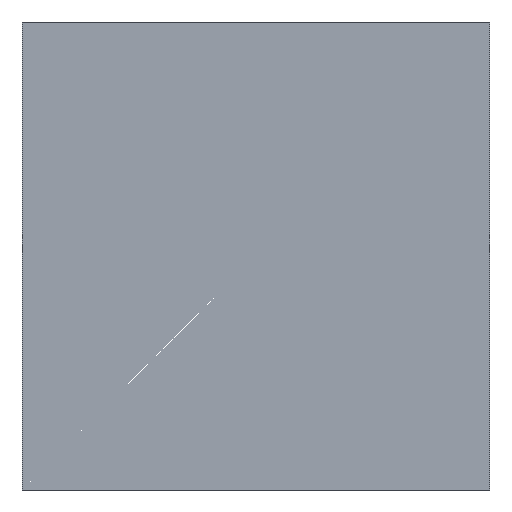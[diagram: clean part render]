
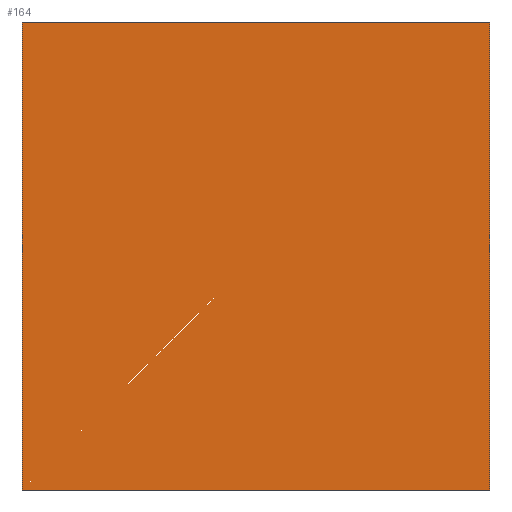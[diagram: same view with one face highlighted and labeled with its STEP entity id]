
A CAD part, front view. The second image highlights one B-rep face of the part: STEP entity #164.
In plain terms, the highlighted planar face has unit normal (0, -1, 0).
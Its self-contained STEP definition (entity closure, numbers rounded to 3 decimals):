
#9 = DIRECTION ( 'NONE',  ( 0., 0., 1. ) ) ;
#13 = EDGE_CURVE ( 'NONE', #179, #28, #193, .T. ) ;
#16 = EDGE_CURVE ( 'NONE', #47, #68, #195, .T. ) ;
#20 = CARTESIAN_POINT ( 'NONE',  ( -5., 0., -5. ) ) ;
#23 = VECTOR ( 'NONE', #160, 1000. ) ;
#26 = AXIS2_PLACEMENT_3D ( 'NONE', #44, #275, #262 ) ;
#28 = VERTEX_POINT ( 'NONE', #192 ) ;
#31 = LINE ( 'NONE', #126, #120 ) ;
#33 = EDGE_CURVE ( 'NONE', #68, #179, #94, .T. ) ;
#44 = CARTESIAN_POINT ( 'NONE',  ( 0., 0., 0. ) ) ;
#47 = VERTEX_POINT ( 'NONE', #283 ) ;
#50 = DIRECTION ( 'NONE',  ( -1., 0., 0. ) ) ;
#56 = ORIENTED_EDGE ( 'NONE', *, *, #33, .F. ) ;
#68 = VERTEX_POINT ( 'NONE', #258 ) ;
#69 = CARTESIAN_POINT ( 'NONE',  ( 5., 0., 5. ) ) ;
#94 = LINE ( 'NONE', #187, #23 ) ;
#120 = VECTOR ( 'NONE', #50, 1000. ) ;
#123 = ORIENTED_EDGE ( 'NONE', *, *, #269, .F. ) ;
#126 = CARTESIAN_POINT ( 'NONE',  ( -5., 0., -5. ) ) ;
#139 = DIRECTION ( 'NONE',  ( 0., 0., -1. ) ) ;
#157 = PLANE ( 'NONE',  #26 ) ;
#160 = DIRECTION ( 'NONE',  ( 1., 0., 0. ) ) ;
#164 = ADVANCED_FACE ( 'NONE', ( #204 ), #157, .F. ) ;
#179 = VERTEX_POINT ( 'NONE', #69 ) ;
#187 = CARTESIAN_POINT ( 'NONE',  ( -5., 0., 5. ) ) ;
#192 = CARTESIAN_POINT ( 'NONE',  ( 5., 0., -5. ) ) ;
#193 = LINE ( 'NONE', #199, #227 ) ;
#195 = LINE ( 'NONE', #20, #201 ) ;
#199 = CARTESIAN_POINT ( 'NONE',  ( 5., 0., -5. ) ) ;
#201 = VECTOR ( 'NONE', #9, 1000. ) ;
#204 = FACE_OUTER_BOUND ( 'NONE', #267, .T. ) ;
#225 = ORIENTED_EDGE ( 'NONE', *, *, #13, .F. ) ;
#227 = VECTOR ( 'NONE', #139, 1000. ) ;
#258 = CARTESIAN_POINT ( 'NONE',  ( -5., 0., 5. ) ) ;
#262 = DIRECTION ( 'NONE',  ( 0., 0., 1. ) ) ;
#267 = EDGE_LOOP ( 'NONE', ( #289, #123, #225, #56 ) ) ;
#269 = EDGE_CURVE ( 'NONE', #28, #47, #31, .T. ) ;
#275 = DIRECTION ( 'NONE',  ( 0., 1., 0. ) ) ;
#283 = CARTESIAN_POINT ( 'NONE',  ( -5., 0., -5. ) ) ;
#289 = ORIENTED_EDGE ( 'NONE', *, *, #16, .F. ) ;
